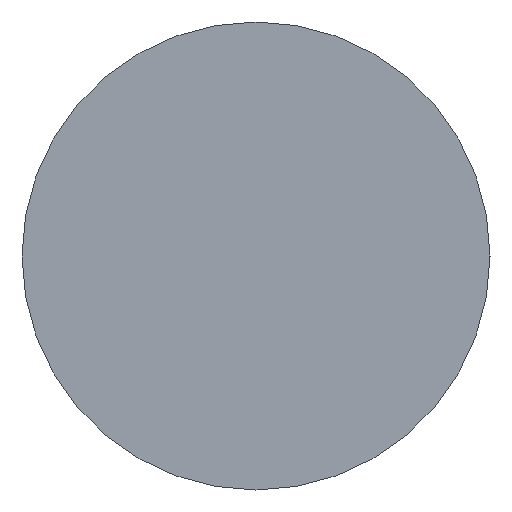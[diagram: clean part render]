
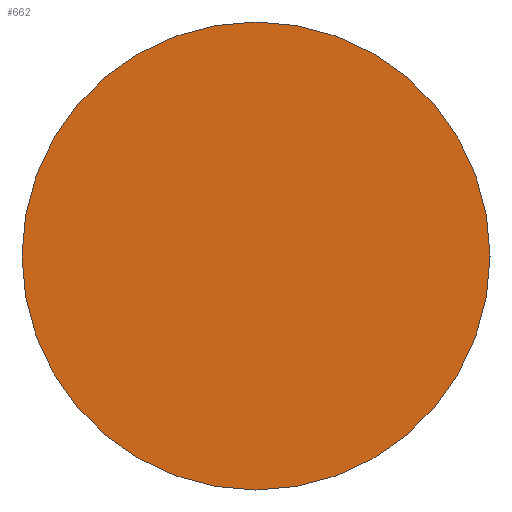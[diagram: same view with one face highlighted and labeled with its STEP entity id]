
A CAD part, left-side view. The second image highlights one B-rep face of the part: STEP entity #662.
In plain terms, the highlighted planar face has unit normal (-1, 0, 0).
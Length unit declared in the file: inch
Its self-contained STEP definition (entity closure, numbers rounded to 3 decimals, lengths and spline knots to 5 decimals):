
#68 = EDGE_CURVE ( 'NONE', #1029, #3178, #2506, .T. ) ;
#627 = AXIS2_PLACEMENT_3D ( 'NONE', #2272, #2543, #3463 ) ;
#662 = ADVANCED_FACE ( 'NONE', ( #1684 ), #871, .F. ) ;
#871 = PLANE ( 'NONE',  #1693 ) ;
#952 = ORIENTED_EDGE ( 'NONE', *, *, #68, .T. ) ;
#987 = CARTESIAN_POINT ( 'NONE',  ( 0., 0., -2.125 ) ) ;
#1029 = VERTEX_POINT ( 'NONE', #1101 ) ;
#1067 = CARTESIAN_POINT ( 'NONE',  ( 0., 0., 0. ) ) ;
#1101 = CARTESIAN_POINT ( 'NONE',  ( 0., 0., 2.125 ) ) ;
#1619 = ORIENTED_EDGE ( 'NONE', *, *, #2804, .T. ) ;
#1684 = FACE_OUTER_BOUND ( 'NONE', #3771, .T. ) ;
#1693 = AXIS2_PLACEMENT_3D ( 'NONE', #2297, #3486, #2941 ) ;
#2272 = CARTESIAN_POINT ( 'NONE',  ( 0., 0., 0. ) ) ;
#2297 = CARTESIAN_POINT ( 'NONE',  ( 0., 2.125, 0. ) ) ;
#2506 = CIRCLE ( 'NONE', #627, 2.125 ) ;
#2543 = DIRECTION ( 'NONE',  ( -1., 0., 0. ) ) ;
#2692 = AXIS2_PLACEMENT_3D ( 'NONE', #1067, #3735, #3693 ) ;
#2804 = EDGE_CURVE ( 'NONE', #3178, #1029, #3324, .T. ) ;
#2941 = DIRECTION ( 'NONE',  ( 0., 0., -1. ) ) ;
#3178 = VERTEX_POINT ( 'NONE', #987 ) ;
#3324 = CIRCLE ( 'NONE', #2692, 2.125 ) ;
#3463 = DIRECTION ( 'NONE',  ( 0., 0., 1. ) ) ;
#3486 = DIRECTION ( 'NONE',  ( 1., 0., 0. ) ) ;
#3693 = DIRECTION ( 'NONE',  ( 0., 0., 1. ) ) ;
#3735 = DIRECTION ( 'NONE',  ( -1., 0., 0. ) ) ;
#3771 = EDGE_LOOP ( 'NONE', ( #952, #1619 ) ) ;
